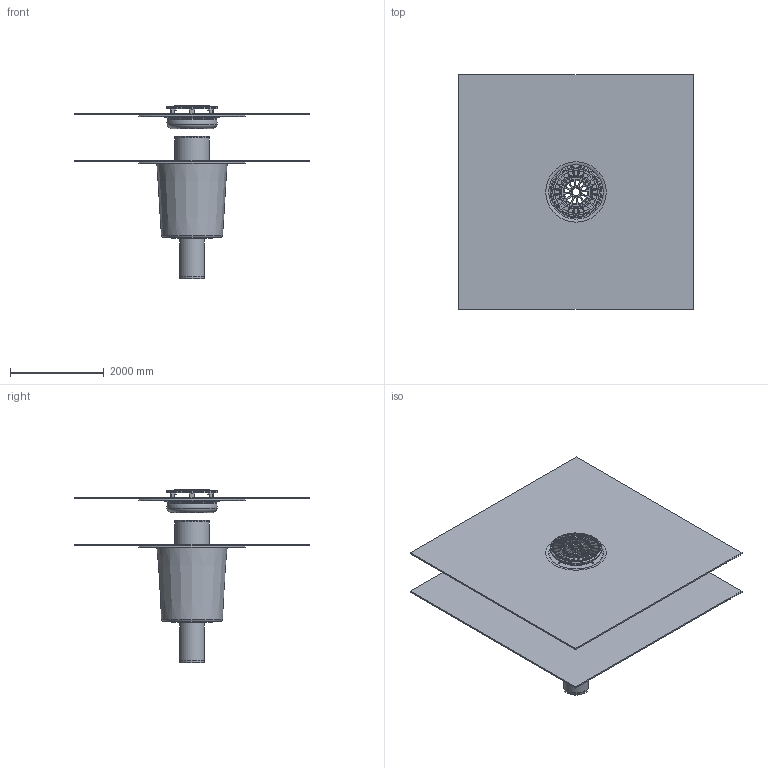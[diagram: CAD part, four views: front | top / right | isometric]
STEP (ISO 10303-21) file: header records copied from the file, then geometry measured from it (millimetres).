
FILE_DESCRIPTION(/* description */ (''),/* implementation_level */ '2;1');
FILE_NAME(/* name */ '15381.050X_3D.stp',/* time_stamp */ '2024-12-12T06:53:05+01:00',/* author */ ('CAD'),/* organization */ (''),/* preprocessor_version */ 'ST-DEVELOPER v20',/* originating_system */ 'AutoCAD Mechanical',/* authorisation */ '');
FILE_SCHEMA (('AUTOMOTIVE_DESIGN { 1 0 10303 214 3 1 1 }'));
Length unit declared in the file: centimetre
Products named in the file (2): Product; *S0
Assembly tree (1 placements, depth 2):
  Product
    *S0
Bounding box: 5000 x 5000 x 3697.7 mm (x, y, z)
Volume: 3173993545.4 mm3; surface area: 159291584.2 mm2
Topology: 17 solids, 17 shells, 651 faces, 1829 edges, 1202 vertices
Faces by surface type: cylinder 280, plane 158, torus 103, cone 100, sphere 8, bspline 2
Full cylindrical faces by diameter (mm): 20 x16, 32 x2, 40 x3, 52 x2, 100 x1, 170 x1, 500 x2, 530 x3, 698 x1, 730 x2, 736 x1, 770 x5, 780 x1, 810 x4, 885 x2, 890 x1, 900 x1, 901 x2, 905 x2, 950 x1, 953.818 x2, 965 x4, 1070 x1, 1100 x1
Entity records: 25635 total; most frequent: CARTESIAN_POINT 8278, DIRECTION 3710, ORIENTED_EDGE 3654, EDGE_CURVE 1827, AXIS2_PLACEMENT_3D 1534, VERTEX_POINT 1198, CIRCLE 880, EDGE_LOOP 789
